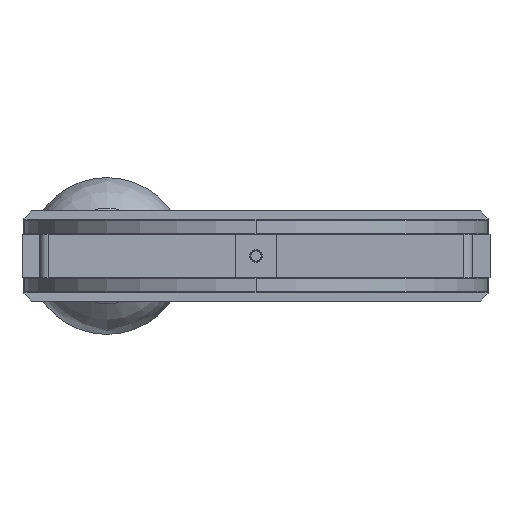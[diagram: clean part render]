
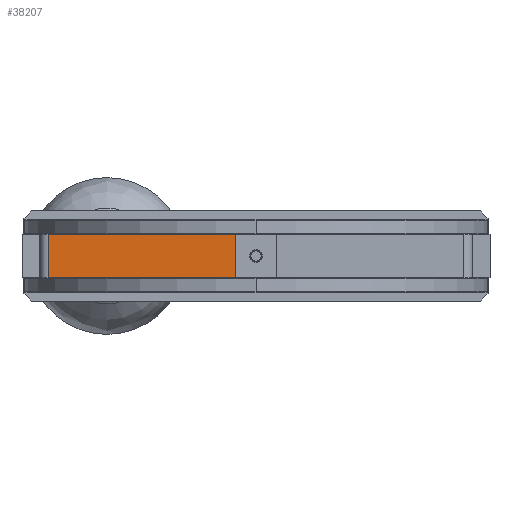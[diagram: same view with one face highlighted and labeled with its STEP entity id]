
A CAD part, front view. The second image highlights one B-rep face of the part: STEP entity #38207.
In plain terms, the highlighted planar face has unit normal (0, -1, 0).
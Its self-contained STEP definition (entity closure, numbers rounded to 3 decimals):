
#15=DIRECTION('',(1.,0.,0.));
#16=VECTOR('',#15,6.509);
#17=CARTESIAN_POINT('',(-13.218,-13.119,-1.375));
#18=LINE('',#17,#16);
#1291=DIRECTION('',(-1.,0.,0.));
#1292=VECTOR('',#1291,6.509);
#1293=CARTESIAN_POINT('',(-6.709,-13.119,1.375));
#1294=LINE('',#1293,#1292);
#1418=DIRECTION('',(0.,0.,1.));
#1419=VECTOR('',#1418,2.75);
#1420=CARTESIAN_POINT('',(-1.325,-13.119,-1.375));
#1421=LINE('',#1420,#1419);
#1422=DIRECTION('',(1.,0.,0.));
#1423=VECTOR('',#1422,5.384);
#1424=CARTESIAN_POINT('',(-6.709,-13.119,-1.375));
#1425=LINE('',#1424,#1423);
#1426=DIRECTION('',(0.,0.,-1.));
#1427=VECTOR('',#1426,2.75);
#1428=CARTESIAN_POINT('',(-13.218,-13.119,1.375));
#1429=LINE('',#1428,#1427);
#1430=DIRECTION('',(1.,0.,0.));
#1431=VECTOR('',#1430,5.384);
#1432=CARTESIAN_POINT('',(-6.709,-13.119,1.375));
#1433=LINE('',#1432,#1431);
#31880=CARTESIAN_POINT('',(-13.218,-13.119,-1.375));
#31882=VERTEX_POINT('',#31880);
#31886=CARTESIAN_POINT('',(-13.218,-13.119,1.375));
#31887=VERTEX_POINT('',#31886);
#32044=CARTESIAN_POINT('',(-6.709,-13.119,1.375));
#32045=VERTEX_POINT('',#32044);
#32074=CARTESIAN_POINT('',(-6.709,-13.119,-1.375));
#32075=VERTEX_POINT('',#32074);
#32792=CARTESIAN_POINT('',(-1.325,-13.119,-1.375));
#32793=CARTESIAN_POINT('',(-1.325,-13.119,1.375));
#32794=VERTEX_POINT('',#32792);
#32795=VERTEX_POINT('',#32793);
#38192=CARTESIAN_POINT('',(-13.78,-13.119,-1.375));
#38193=DIRECTION('',(0.,-1.,0.));
#38194=DIRECTION('',(1.,0.,0.));
#38195=AXIS2_PLACEMENT_3D('',#38192,#38193,#38194);
#38196=PLANE('',#38195);
#38198=ORIENTED_EDGE('',*,*,#38197,.F.);
#38199=ORIENTED_EDGE('',*,*,#37644,.F.);
#38200=ORIENTED_EDGE('',*,*,#36719,.F.);
#38202=ORIENTED_EDGE('',*,*,#38201,.F.);
#38203=ORIENTED_EDGE('',*,*,#38094,.F.);
#38204=ORIENTED_EDGE('',*,*,#37044,.T.);
#38205=EDGE_LOOP('',(#38198,#38199,#38200,#38202,#38203,#38204));
#38206=FACE_OUTER_BOUND('',#38205,.F.);
#36719=EDGE_CURVE('',#31882,#32075,#18,.T.);
#37044=EDGE_CURVE('',#32045,#32795,#1433,.T.);
#37644=EDGE_CURVE('',#32075,#32794,#1425,.T.);
#38094=EDGE_CURVE('',#32045,#31887,#1294,.T.);
#38197=EDGE_CURVE('',#32794,#32795,#1421,.T.);
#38201=EDGE_CURVE('',#31887,#31882,#1429,.T.);
#38207=ADVANCED_FACE('',(#38206),#38196,.T.);
